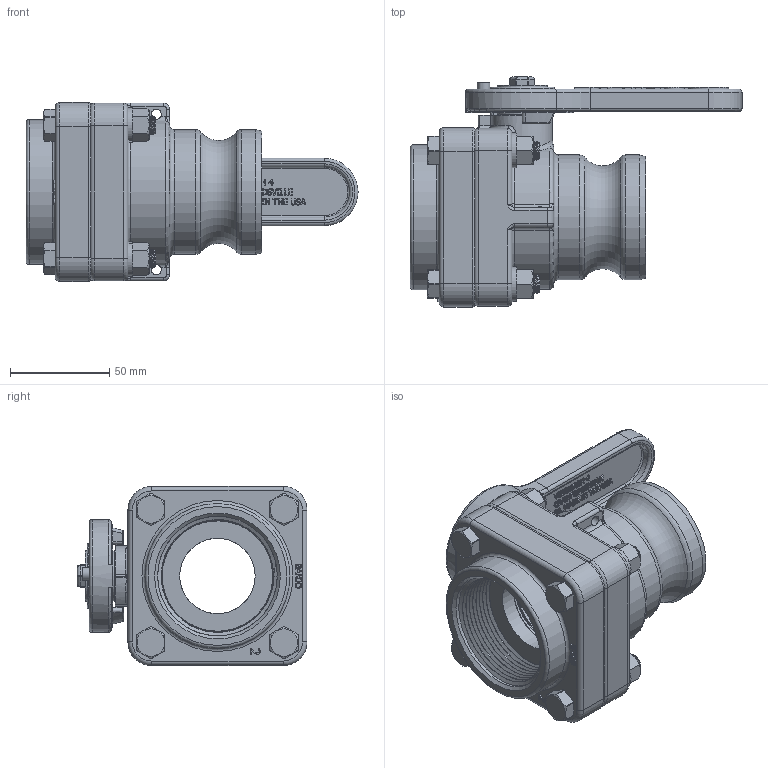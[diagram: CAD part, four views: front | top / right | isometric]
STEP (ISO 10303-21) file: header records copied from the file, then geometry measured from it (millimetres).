
FILE_DESCRIPTION(/* description */ ('2" SHORT VALVE MALE ADPT-BSP'),/* implementation_level */ '2;1');
FILE_NAME(/* name */ 'VSF200B.stp',/* time_stamp */ '2022-09-15T11:54:18-04:00',/* author */ ('BDB'),/* organization */ (''),/* preprocessor_version */ 'ST-DEVELOPER v18.1',/* originating_system */ 'Autodesk Inventor 2022',/* authorisation */ '');
FILE_SCHEMA (('AUTOMOTIVE_DESIGN { 1 0 10303 214 3 1 1 }'));
Products named in the file (22): VSF200B; V20010SS; V20018; V20019; V20020; V20021; V21204; VS20151; V20151; VS20152SH; VS20255; VS20255M; VS20255X; VS20258A; VS20256B; VX20256B; VX20256B_1; VL1012; WS20258; VF22254Y; VF22254X; V20060
Assembly tree (31 placements, depth 4):
  VSF200B
    V20010SS  x4
    V20018  x4
    V20019  x4
    V20020
    V20021
    V20060  x2
    V21204
    VS20151
      V20151
    VS20152SH
    VS20255
      VS20255M
        VS20255X
    VS20258A
    VS20256B
      VX20256B
        VX20256B_1
        VL1012
    WS20258
    VF22254Y
      VF22254X
Bounding box: 167.64 x 116.1 x 90.42 mm (x, y, z)
Volume: 453499.2 mm3; surface area: 149662.1 mm2
Topology: 26 solids, 26 shells, 2880 faces, 7071 edges, 4408 vertices
Faces by surface type: plane 1262, cylinder 580, cone 482, bspline 468, torus 83, sphere 5
Full cylindrical faces by diameter (mm): 2.997 x1, 3.302 x2, 4.978 x1, 5.08 x2, 6.35 x1, 7.144 x1, 8.915 x4, 9.525 x4, 10.312 x4, 10.668 x4, 18.923 x1, 19.05 x2, 19.304 x1, 23.812 x2, 24.13 x1, 25.4 x2, 25.908 x1, 26.416 x1, 32.512 x1, 38.1 x5, 39.192 x1, 43.18 x3, 47.752 x1, 50.165 x1, 50.546 x1, 50.698 x1, 50.876 x1, 57.15 x1, 63.043 x2, 73.152 x1
Entity records: 76756 total; most frequent: CARTESIAN_POINT 25252, ORIENTED_EDGE 11272, DIRECTION 8884, EDGE_CURVE 5636, LINE 3734, VECTOR 3734, VERTEX_POINT 3636, AXIS2_PLACEMENT_3D 2575
